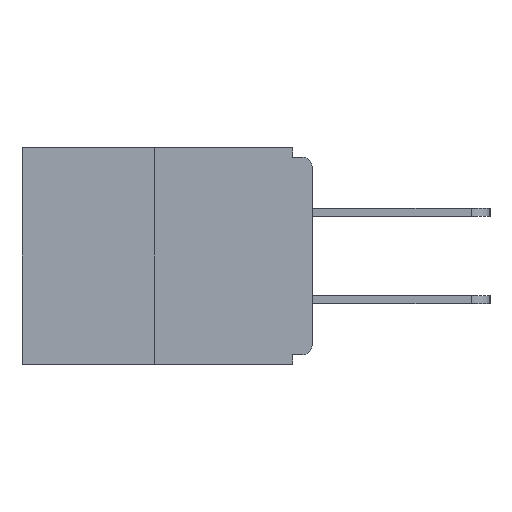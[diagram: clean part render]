
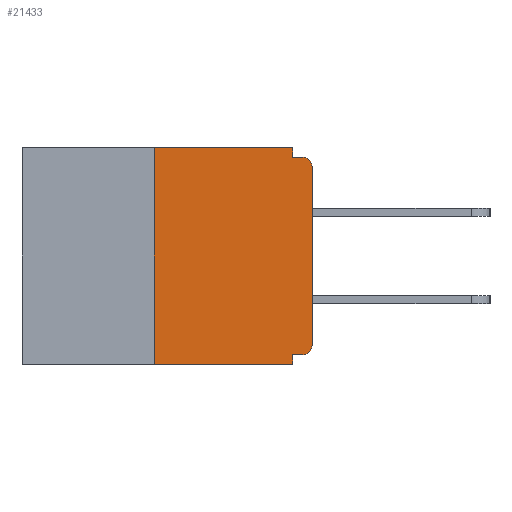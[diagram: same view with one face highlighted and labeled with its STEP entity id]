
A CAD part, left-side view. The second image highlights one B-rep face of the part: STEP entity #21433.
In plain terms, the highlighted planar face has unit normal (-1, 0, 0).
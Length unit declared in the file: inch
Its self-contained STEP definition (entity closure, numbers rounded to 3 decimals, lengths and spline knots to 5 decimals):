
#41 = DIRECTION ( 'NONE',  ( 0., 1., 0. ) ) ;
#146 = CARTESIAN_POINT ( 'NONE',  ( 0., 0.015, -0.328 ) ) ;
#431 = CARTESIAN_POINT ( 'NONE',  ( 0., 0.031, 0. ) ) ;
#434 = CARTESIAN_POINT ( 'NONE',  ( 0., 0., -0.015 ) ) ;
#1433 = VERTEX_POINT ( 'NONE', #6524 ) ;
#1493 = LINE ( 'NONE', #15451, #17495 ) ;
#1529 = EDGE_CURVE ( 'NONE', #17486, #9266, #20459, .T. ) ;
#1540 = CARTESIAN_POINT ( 'NONE',  ( 0., 0.031, -0.328 ) ) ;
#1898 = CARTESIAN_POINT ( 'NONE',  ( 0., 0.46, 0. ) ) ;
#2388 = CARTESIAN_POINT ( 'NONE',  ( 0., 0.015, -0.313 ) ) ;
#2432 = ORIENTED_EDGE ( 'NONE', *, *, #17454, .T. ) ;
#2811 = DIRECTION ( 'NONE',  ( 0., 0., 1. ) ) ;
#3177 = EDGE_CURVE ( 'NONE', #9266, #5826, #1493, .T. ) ;
#3404 = DIRECTION ( 'NONE',  ( 0., -1., 0. ) ) ;
#3428 = VECTOR ( 'NONE', #41, 39.37008 ) ;
#3517 = VECTOR ( 'NONE', #15052, 39.37008 ) ;
#3879 = DIRECTION ( 'NONE',  ( -1., 0., 0. ) ) ;
#3940 = DIRECTION ( 'NONE',  ( -1., 0., 0. ) ) ;
#4149 = VERTEX_POINT ( 'NONE', #11481 ) ;
#4430 = ORIENTED_EDGE ( 'NONE', *, *, #20640, .F. ) ;
#4492 = VECTOR ( 'NONE', #16717, 39.37008 ) ;
#5024 = CARTESIAN_POINT ( 'NONE',  ( 0., 0.46, -0.343 ) ) ;
#5618 = CARTESIAN_POINT ( 'NONE',  ( 0., 0., -0.03 ) ) ;
#5826 = VERTEX_POINT ( 'NONE', #9252 ) ;
#6358 = CARTESIAN_POINT ( 'NONE',  ( 0., 0., 0. ) ) ;
#6524 = CARTESIAN_POINT ( 'NONE',  ( 0., 0.25, 0. ) ) ;
#7070 = EDGE_CURVE ( 'NONE', #4149, #11665, #12208, .T. ) ;
#7612 = EDGE_CURVE ( 'NONE', #10818, #11665, #8262, .T. ) ;
#7771 = EDGE_CURVE ( 'NONE', #17486, #21224, #13785, .T. ) ;
#7824 = CARTESIAN_POINT ( 'NONE',  ( 0., 0.25, 0. ) ) ;
#8186 = EDGE_CURVE ( 'NONE', #21224, #10818, #9572, .T. ) ;
#8221 = EDGE_CURVE ( 'NONE', #1433, #15782, #8246, .T. ) ;
#8246 = LINE ( 'NONE', #20178, #3517 ) ;
#8262 = CIRCLE ( 'NONE', #9405, 0.015 ) ;
#8642 = DIRECTION ( 'NONE',  ( 0., 0., -1. ) ) ;
#9030 = EDGE_LOOP ( 'NONE', ( #11363, #4430, #2432, #16635, #9333, #9418, #21070, #21096, #9893, #9881 ) ) ;
#9096 = LINE ( 'NONE', #7824, #17472 ) ;
#9252 = CARTESIAN_POINT ( 'NONE',  ( 0., 0.031, -0.343 ) ) ;
#9266 = VERTEX_POINT ( 'NONE', #1540 ) ;
#9333 = ORIENTED_EDGE ( 'NONE', *, *, #1529, .F. ) ;
#9405 = AXIS2_PLACEMENT_3D ( 'NONE', #13971, #3940, #11601 ) ;
#9418 = ORIENTED_EDGE ( 'NONE', *, *, #7771, .T. ) ;
#9572 = LINE ( 'NONE', #6358, #17957 ) ;
#9881 = ORIENTED_EDGE ( 'NONE', *, *, #17481, .F. ) ;
#9893 = ORIENTED_EDGE ( 'NONE', *, *, #7070, .F. ) ;
#10003 = LINE ( 'NONE', #13650, #4492 ) ;
#10818 = VERTEX_POINT ( 'NONE', #5618 ) ;
#11363 = ORIENTED_EDGE ( 'NONE', *, *, #8221, .F. ) ;
#11404 = AXIS2_PLACEMENT_3D ( 'NONE', #1898, #12182, #15464 ) ;
#11481 = CARTESIAN_POINT ( 'NONE',  ( 0., 0.031, -0.015 ) ) ;
#11505 = CARTESIAN_POINT ( 'NONE',  ( 0., 0.015, -0.015 ) ) ;
#11601 = DIRECTION ( 'NONE',  ( 0., 0., -1. ) ) ;
#11665 = VERTEX_POINT ( 'NONE', #11505 ) ;
#12047 = DIRECTION ( 'NONE',  ( 0., -1., 0. ) ) ;
#12182 = DIRECTION ( 'NONE',  ( 1., 0., 0. ) ) ;
#12208 = LINE ( 'NONE', #434, #12497 ) ;
#12370 = AXIS2_PLACEMENT_3D ( 'NONE', #2388, #3879, #19178 ) ;
#12431 = CARTESIAN_POINT ( 'NONE',  ( 0., 0., -0.313 ) ) ;
#12497 = VECTOR ( 'NONE', #12047, 39.37008 ) ;
#13650 = CARTESIAN_POINT ( 'NONE',  ( 0., 0.031, 0. ) ) ;
#13785 = CIRCLE ( 'NONE', #12370, 0.015 ) ;
#13971 = CARTESIAN_POINT ( 'NONE',  ( 0., 0.015, -0.03 ) ) ;
#15052 = DIRECTION ( 'NONE',  ( 0., -1., 0. ) ) ;
#15451 = CARTESIAN_POINT ( 'NONE',  ( 0., 0.031, -0.343 ) ) ;
#15464 = DIRECTION ( 'NONE',  ( 0., 0., -1. ) ) ;
#15606 = VERTEX_POINT ( 'NONE', #20448 ) ;
#15782 = VERTEX_POINT ( 'NONE', #431 ) ;
#16635 = ORIENTED_EDGE ( 'NONE', *, *, #3177, .F. ) ;
#16717 = DIRECTION ( 'NONE',  ( 0., 0., -1. ) ) ;
#17454 = EDGE_CURVE ( 'NONE', #15606, #5826, #18736, .T. ) ;
#17472 = VECTOR ( 'NONE', #2811, 39.37008 ) ;
#17481 = EDGE_CURVE ( 'NONE', #15782, #4149, #10003, .T. ) ;
#17486 = VERTEX_POINT ( 'NONE', #146 ) ;
#17495 = VECTOR ( 'NONE', #8642, 39.37008 ) ;
#17905 = VECTOR ( 'NONE', #3404, 39.37008 ) ;
#17957 = VECTOR ( 'NONE', #17995, 39.37008 ) ;
#17995 = DIRECTION ( 'NONE',  ( 0., 0., 1. ) ) ;
#18736 = LINE ( 'NONE', #5024, #17905 ) ;
#18767 = PLANE ( 'NONE',  #11404 ) ;
#19178 = DIRECTION ( 'NONE',  ( 0., 0., -1. ) ) ;
#20132 = CARTESIAN_POINT ( 'NONE',  ( 0., 0., -0.328 ) ) ;
#20178 = CARTESIAN_POINT ( 'NONE',  ( 0., 0.46, 0. ) ) ;
#20448 = CARTESIAN_POINT ( 'NONE',  ( 0., 0.25, -0.343 ) ) ;
#20459 = LINE ( 'NONE', #20132, #3428 ) ;
#20586 = FACE_OUTER_BOUND ( 'NONE', #9030, .T. ) ;
#20640 = EDGE_CURVE ( 'NONE', #15606, #1433, #9096, .T. ) ;
#21070 = ORIENTED_EDGE ( 'NONE', *, *, #8186, .T. ) ;
#21096 = ORIENTED_EDGE ( 'NONE', *, *, #7612, .T. ) ;
#21224 = VERTEX_POINT ( 'NONE', #12431 ) ;
#21433 = ADVANCED_FACE ( 'NONE', ( #20586 ), #18767, .F. ) ;
